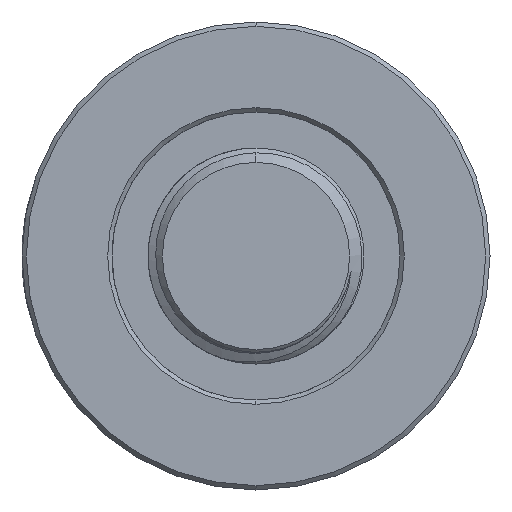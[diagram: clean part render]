
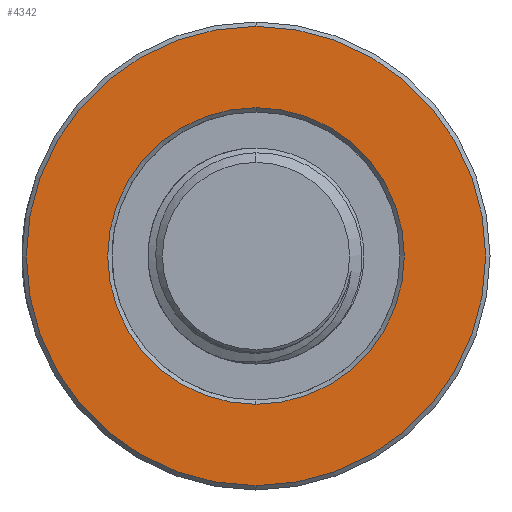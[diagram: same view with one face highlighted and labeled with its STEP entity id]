
A CAD part, left-side view. The second image highlights one B-rep face of the part: STEP entity #4342.
In plain terms, the highlighted planar face has unit normal (-1, 0, 0).
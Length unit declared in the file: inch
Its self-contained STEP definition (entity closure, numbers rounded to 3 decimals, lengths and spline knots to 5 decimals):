
#8 = DIRECTION ( 'NONE',  ( 0., 0., -1. ) ) ;
#38 = DIRECTION ( 'NONE',  ( -1., 0., 0. ) ) ;
#51 = CARTESIAN_POINT ( 'NONE',  ( 0.625, 0., 0. ) ) ;
#593 = AXIS2_PLACEMENT_3D ( 'NONE', #3714, #735, #4979 ) ;
#735 = DIRECTION ( 'NONE',  ( -1., 0., 0. ) ) ;
#948 = VERTEX_POINT ( 'NONE', #3544 ) ;
#1091 = CARTESIAN_POINT ( 'NONE',  ( 0.625, 0., 0.515 ) ) ;
#1312 = CARTESIAN_POINT ( 'NONE',  ( 0.625, 0., 0. ) ) ;
#1674 = VERTEX_POINT ( 'NONE', #1091 ) ;
#1845 = VERTEX_POINT ( 'NONE', #4097 ) ;
#1953 = DIRECTION ( 'NONE',  ( 0., 0., -1. ) ) ;
#1978 = CIRCLE ( 'NONE', #2552, 0.515 ) ;
#2192 = DIRECTION ( 'NONE',  ( 1., 0., 0. ) ) ;
#2356 = ORIENTED_EDGE ( 'NONE', *, *, #4707, .T. ) ;
#2441 = AXIS2_PLACEMENT_3D ( 'NONE', #2643, #5159, #3527 ) ;
#2510 = CARTESIAN_POINT ( 'NONE',  ( 0.625, 0., -0.7975 ) ) ;
#2552 = AXIS2_PLACEMENT_3D ( 'NONE', #51, #2192, #8 ) ;
#2643 = CARTESIAN_POINT ( 'NONE',  ( 0.625, -0.8125, 0. ) ) ;
#2692 = EDGE_LOOP ( 'NONE', ( #2356, #4341 ) ) ;
#2857 = EDGE_CURVE ( 'NONE', #1845, #3338, #5397, .T. ) ;
#2870 = CARTESIAN_POINT ( 'NONE',  ( 0.625, 0., 0. ) ) ;
#3070 = PLANE ( 'NONE',  #2441 ) ;
#3082 = EDGE_CURVE ( 'NONE', #948, #1674, #3629, .T. ) ;
#3165 = AXIS2_PLACEMENT_3D ( 'NONE', #2870, #3259, #1953 ) ;
#3223 = ORIENTED_EDGE ( 'NONE', *, *, #5473, .T. ) ;
#3259 = DIRECTION ( 'NONE',  ( 1., 0., 0. ) ) ;
#3338 = VERTEX_POINT ( 'NONE', #2510 ) ;
#3527 = DIRECTION ( 'NONE',  ( 0., 0., -1. ) ) ;
#3544 = CARTESIAN_POINT ( 'NONE',  ( 0.625, 0., -0.515 ) ) ;
#3629 = CIRCLE ( 'NONE', #3165, 0.515 ) ;
#3714 = CARTESIAN_POINT ( 'NONE',  ( 0.625, 0., 0. ) ) ;
#3741 = ORIENTED_EDGE ( 'NONE', *, *, #2857, .T. ) ;
#4097 = CARTESIAN_POINT ( 'NONE',  ( 0.625, 0., 0.7975 ) ) ;
#4180 = CIRCLE ( 'NONE', #593, 0.7975 ) ;
#4189 = FACE_BOUND ( 'NONE', #2692, .T. ) ;
#4341 = ORIENTED_EDGE ( 'NONE', *, *, #3082, .T. ) ;
#4342 = ADVANCED_FACE ( 'NONE', ( #4713, #4189 ), #3070, .F. ) ;
#4411 = EDGE_LOOP ( 'NONE', ( #3223, #3741 ) ) ;
#4707 = EDGE_CURVE ( 'NONE', #1674, #948, #1978, .T. ) ;
#4713 = FACE_OUTER_BOUND ( 'NONE', #4411, .T. ) ;
#4979 = DIRECTION ( 'NONE',  ( 0., 0., -1. ) ) ;
#5159 = DIRECTION ( 'NONE',  ( 1., 0., 0. ) ) ;
#5164 = DIRECTION ( 'NONE',  ( 0., 0., -1. ) ) ;
#5255 = AXIS2_PLACEMENT_3D ( 'NONE', #1312, #38, #5164 ) ;
#5397 = CIRCLE ( 'NONE', #5255, 0.7975 ) ;
#5473 = EDGE_CURVE ( 'NONE', #3338, #1845, #4180, .T. ) ;
